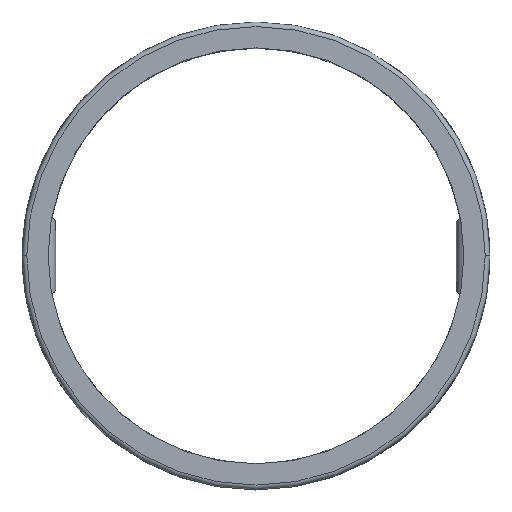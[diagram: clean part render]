
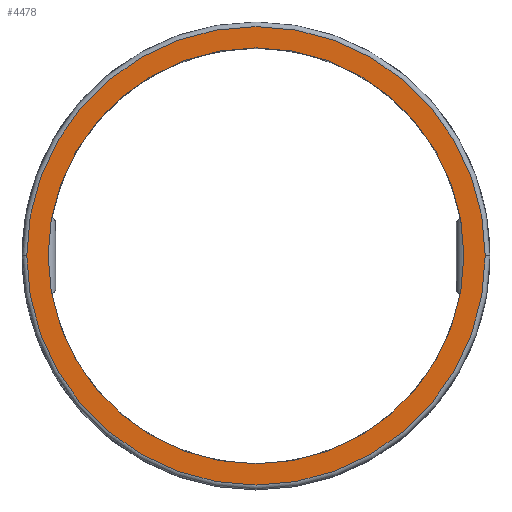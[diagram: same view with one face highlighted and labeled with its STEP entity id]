
A CAD part, top view. The second image highlights one B-rep face of the part: STEP entity #4478.
In plain terms, the highlighted planar face has unit normal (0, 0, 1).
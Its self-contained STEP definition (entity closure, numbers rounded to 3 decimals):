
#104=CARTESIAN_POINT('',(0.,0.,0.));
#105=DIRECTION('',(0.,0.,-1.));
#106=DIRECTION('',(-1.,0.,0.));
#107=AXIS2_PLACEMENT_3D('',#104,#105,#106);
#415=CARTESIAN_POINT('',(0.,0.,0.));
#416=DIRECTION('',(0.,0.,1.));
#417=DIRECTION('',(-1.,0.,0.));
#418=AXIS2_PLACEMENT_3D('',#415,#416,#417);
#1183=CARTESIAN_POINT('',(0.,0.,0.));
#1184=DIRECTION('',(0.,0.,1.));
#1185=DIRECTION('',(1.,0.,0.));
#1186=AXIS2_PLACEMENT_3D('',#1183,#1184,#1185);
#1198=CARTESIAN_POINT('',(0.,0.,0.));
#1199=DIRECTION('',(0.,0.,1.));
#1200=DIRECTION('',(-1.,0.,0.));
#1201=AXIS2_PLACEMENT_3D('',#1198,#1199,#1200);
#3888=CARTESIAN_POINT('',(-9.025,0.,0.));
#3889=CARTESIAN_POINT('',(9.025,0.,0.));
#3890=VERTEX_POINT('',#3888);
#3891=VERTEX_POINT('',#3889);
#4102=CARTESIAN_POINT('',(-9.95,0.,0.));
#4103=CARTESIAN_POINT('',(9.95,0.,
0.));
#4104=VERTEX_POINT('',#4102);
#4105=VERTEX_POINT('',#4103);
#4461=CARTESIAN_POINT('',(0.,0.,0.));
#4462=DIRECTION('',(0.,0.,-1.));
#4463=DIRECTION('',(1.,0.,0.));
#4464=AXIS2_PLACEMENT_3D('',#4461,#4462,#4463);
#4465=PLANE('',#4464);
#4467=ORIENTED_EDGE('',*,*,#4466,.F.);
#4469=ORIENTED_EDGE('',*,*,#4468,.F.);
#4470=EDGE_LOOP('',(#4467,#4469));
#4471=FACE_OUTER_BOUND('',#4470,.F.);
#4473=ORIENTED_EDGE('',*,*,#4472,.F.);
#4475=ORIENTED_EDGE('',*,*,#4474,.T.);
#4476=EDGE_LOOP('',(#4473,#4475));
#4477=FACE_BOUND('',#4476,.F.);
#4478=ADVANCED_FACE('',(#4471,#4477),#4465,.F.);
#108=CIRCLE('',#107,9.025);
#419=CIRCLE('',#418,9.025);
#1187=CIRCLE('',#1186,9.95);
#1202=CIRCLE('',#1201,9.95);
#4466=EDGE_CURVE('',#4104,#4105,#1202,.T.);
#4468=EDGE_CURVE('',#4105,#4104,#1187,.T.);
#4472=EDGE_CURVE('',#3890,#3891,#108,.T.);
#4474=EDGE_CURVE('',#3890,#3891,#419,.T.);
